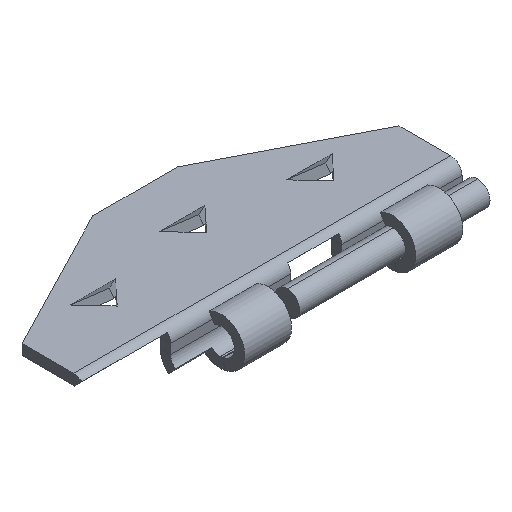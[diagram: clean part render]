
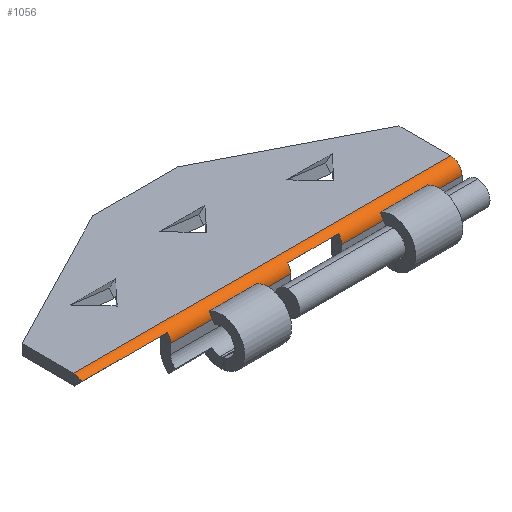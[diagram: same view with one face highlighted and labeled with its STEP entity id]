
A CAD part, isometric view. The second image highlights one B-rep face of the part: STEP entity #1056.
In plain terms, the highlighted cylindrical face has radius 0.6 mm (diameter 1.2 mm), a partial arc.
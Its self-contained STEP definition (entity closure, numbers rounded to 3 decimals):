
#22 = AXIS2_PLACEMENT_3D ( 'NONE', #1993, #1067, #456 ) ;
#41 = LINE ( 'NONE', #1054, #1524 ) ;
#98 = AXIS2_PLACEMENT_3D ( 'NONE', #1254, #1837, #860 ) ;
#101 = CARTESIAN_POINT ( 'NONE',  ( -10., -0.255, 0.6 ) ) ;
#119 = VECTOR ( 'NONE', #477, 1000. ) ;
#138 = VERTEX_POINT ( 'NONE', #423 ) ;
#217 = DIRECTION ( 'NONE',  ( -1., 0., 0. ) ) ;
#234 = AXIS2_PLACEMENT_3D ( 'NONE', #101, #2392, #1465 ) ;
#238 = EDGE_CURVE ( 'NONE', #283, #138, #1955, .T. ) ;
#283 = VERTEX_POINT ( 'NONE', #1322 ) ;
#351 = VERTEX_POINT ( 'NONE', #2072 ) ;
#354 = CARTESIAN_POINT ( 'NONE',  ( 3.62, 0.169, 0.176 ) ) ;
#359 = ORIENTED_EDGE ( 'NONE', *, *, #2404, .F. ) ;
#362 = CIRCLE ( 'NONE', #559, 0.6 ) ;
#416 = VERTEX_POINT ( 'NONE', #1717 ) ;
#423 = CARTESIAN_POINT ( 'NONE',  ( 10., 0.345, 0.6 ) ) ;
#431 = DIRECTION ( 'NONE',  ( 0., 0., 1. ) ) ;
#456 = DIRECTION ( 'NONE',  ( 0., 0., 1. ) ) ;
#477 = DIRECTION ( 'NONE',  ( -1., 0., 0. ) ) ;
#513 = ORIENTED_EDGE ( 'NONE', *, *, #1265, .F. ) ;
#525 = ORIENTED_EDGE ( 'NONE', *, *, #894, .T. ) ;
#559 = AXIS2_PLACEMENT_3D ( 'NONE', #1085, #1640, #431 ) ;
#628 = ORIENTED_EDGE ( 'NONE', *, *, #1824, .F. ) ;
#692 = VECTOR ( 'NONE', #784, 1000. ) ;
#704 = DIRECTION ( 'NONE',  ( -1., 0., 0. ) ) ;
#784 = DIRECTION ( 'NONE',  ( -1., 0., 0. ) ) ;
#841 = CARTESIAN_POINT ( 'NONE',  ( 3.62, 0.345, 0.6 ) ) ;
#851 = CARTESIAN_POINT ( 'NONE',  ( 20.014, 0.169, 0.176 ) ) ;
#860 = DIRECTION ( 'NONE',  ( 0., 0., 1. ) ) ;
#875 = ORIENTED_EDGE ( 'NONE', *, *, #238, .F. ) ;
#894 = EDGE_CURVE ( 'NONE', #283, #416, #1005, .T. ) ;
#935 = ORIENTED_EDGE ( 'NONE', *, *, #1232, .F. ) ;
#941 = CARTESIAN_POINT ( 'NONE',  ( -10., 0.169, 0.176 ) ) ;
#1005 = LINE ( 'NONE', #1639, #1077 ) ;
#1035 = DIRECTION ( 'NONE',  ( -1., 0., 0. ) ) ;
#1038 = CYLINDRICAL_SURFACE ( 'NONE', #1463, 0.6 ) ;
#1054 = CARTESIAN_POINT ( 'NONE',  ( 0., 0.345, 0.6 ) ) ;
#1056 = ADVANCED_FACE ( 'NONE', ( #1628 ), #1038, .T. ) ;
#1067 = DIRECTION ( 'NONE',  ( 1., 0., 0. ) ) ;
#1077 = VECTOR ( 'NONE', #2012, 1000. ) ;
#1085 = CARTESIAN_POINT ( 'NONE',  ( -5.46, -0.255, 0.6 ) ) ;
#1099 = DIRECTION ( 'NONE',  ( -1., 0., 0. ) ) ;
#1122 = LINE ( 'NONE', #851, #119 ) ;
#1164 = CARTESIAN_POINT ( 'NONE',  ( -5.46, 0.169, 0.176 ) ) ;
#1168 = VERTEX_POINT ( 'NONE', #841 ) ;
#1232 = EDGE_CURVE ( 'NONE', #351, #1627, #1541, .T. ) ;
#1250 = EDGE_LOOP ( 'NONE', ( #513, #628, #1885, #935, #359, #1980, #2034, #875, #525, #2426 ) ) ;
#1254 = CARTESIAN_POINT ( 'NONE',  ( 0.92, -0.255, 0.6 ) ) ;
#1265 = EDGE_CURVE ( 'NONE', #2091, #2478, #1122, .T. ) ;
#1322 = CARTESIAN_POINT ( 'NONE',  ( 10., -0.255, 0. ) ) ;
#1334 = CARTESIAN_POINT ( 'NONE',  ( 20.014, 0.169, 0.176 ) ) ;
#1353 = EDGE_CURVE ( 'NONE', #1168, #2502, #2051, .T. ) ;
#1463 = AXIS2_PLACEMENT_3D ( 'NONE', #1557, #217, #2119 ) ;
#1465 = DIRECTION ( 'NONE',  ( 0., 0., 1. ) ) ;
#1524 = VECTOR ( 'NONE', #1035, 1000. ) ;
#1541 = CIRCLE ( 'NONE', #98, 0.6 ) ;
#1557 = CARTESIAN_POINT ( 'NONE',  ( 20.014, -0.255, 0.6 ) ) ;
#1558 = VERTEX_POINT ( 'NONE', #1834 ) ;
#1627 = VERTEX_POINT ( 'NONE', #2429 ) ;
#1628 = FACE_OUTER_BOUND ( 'NONE', #1250, .T. ) ;
#1639 = CARTESIAN_POINT ( 'NONE',  ( 0., -0.255, 0. ) ) ;
#1640 = DIRECTION ( 'NONE',  ( -1., 0., 0. ) ) ;
#1665 = VECTOR ( 'NONE', #1099, 1000. ) ;
#1717 = CARTESIAN_POINT ( 'NONE',  ( -10., -0.255, 0. ) ) ;
#1824 = EDGE_CURVE ( 'NONE', #1558, #2091, #362, .T. ) ;
#1834 = CARTESIAN_POINT ( 'NONE',  ( -5.46, 0.345, 0.6 ) ) ;
#1837 = DIRECTION ( 'NONE',  ( 1., 0., 0. ) ) ;
#1842 = LINE ( 'NONE', #1334, #1665 ) ;
#1877 = EDGE_CURVE ( 'NONE', #2478, #416, #2460, .T. ) ;
#1885 = ORIENTED_EDGE ( 'NONE', *, *, #2257, .F. ) ;
#1892 = CARTESIAN_POINT ( 'NONE',  ( 3.62, -0.255, 0.6 ) ) ;
#1955 = CIRCLE ( 'NONE', #22, 0.6 ) ;
#1980 = ORIENTED_EDGE ( 'NONE', *, *, #1353, .F. ) ;
#1993 = CARTESIAN_POINT ( 'NONE',  ( 10., -0.255, 0.6 ) ) ;
#2012 = DIRECTION ( 'NONE',  ( -1., 0., 0. ) ) ;
#2034 = ORIENTED_EDGE ( 'NONE', *, *, #2084, .F. ) ;
#2051 = CIRCLE ( 'NONE', #2320, 0.6 ) ;
#2060 = DIRECTION ( 'NONE',  ( 0., 0., 1. ) ) ;
#2072 = CARTESIAN_POINT ( 'NONE',  ( 0.92, 0.169, 0.176 ) ) ;
#2084 = EDGE_CURVE ( 'NONE', #138, #1168, #2242, .T. ) ;
#2091 = VERTEX_POINT ( 'NONE', #1164 ) ;
#2119 = DIRECTION ( 'NONE',  ( 0., 0., 1. ) ) ;
#2242 = LINE ( 'NONE', #2485, #692 ) ;
#2257 = EDGE_CURVE ( 'NONE', #1627, #1558, #41, .T. ) ;
#2320 = AXIS2_PLACEMENT_3D ( 'NONE', #1892, #704, #2060 ) ;
#2392 = DIRECTION ( 'NONE',  ( -1., 0., 0. ) ) ;
#2404 = EDGE_CURVE ( 'NONE', #2502, #351, #1842, .T. ) ;
#2426 = ORIENTED_EDGE ( 'NONE', *, *, #1877, .F. ) ;
#2429 = CARTESIAN_POINT ( 'NONE',  ( 0.92, 0.345, 0.6 ) ) ;
#2460 = CIRCLE ( 'NONE', #234, 0.6 ) ;
#2478 = VERTEX_POINT ( 'NONE', #941 ) ;
#2485 = CARTESIAN_POINT ( 'NONE',  ( 0., 0.345, 0.6 ) ) ;
#2502 = VERTEX_POINT ( 'NONE', #354 ) ;
